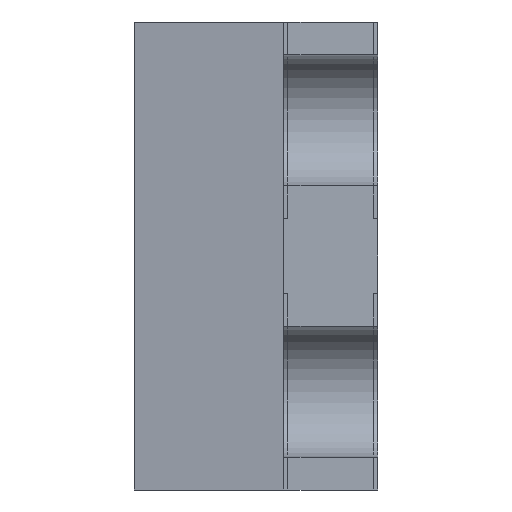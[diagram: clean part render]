
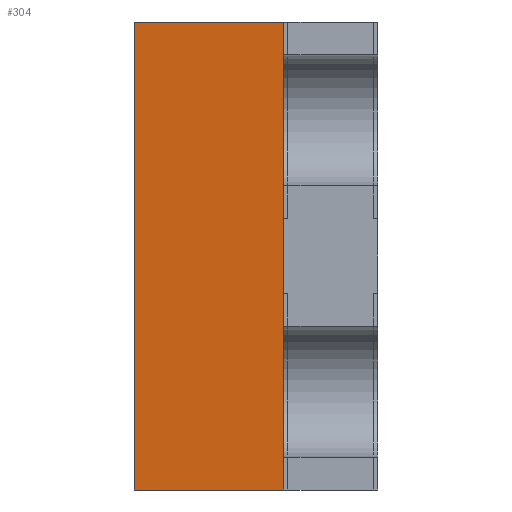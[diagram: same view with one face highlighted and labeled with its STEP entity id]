
A CAD part, left-side view. The second image highlights one B-rep face of the part: STEP entity #304.
In plain terms, the highlighted planar face has unit normal (-0.992, 0.124, 0).
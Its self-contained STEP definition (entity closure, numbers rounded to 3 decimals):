
#297 = EDGE_CURVE ( 'NONE', #298, #312, #5047, .T. ) ;
#298 = VERTEX_POINT ( 'NONE', #5043 ) ;
#304 = ADVANCED_FACE ( 'NONE', ( #5099 ), #5084, .F. ) ;
#305 = EDGE_LOOP ( 'NONE', ( #359, #360, #363, #365 ) ) ;
#312 = VERTEX_POINT ( 'NONE', #5142 ) ;
#318 = VERTEX_POINT ( 'NONE', #5132 ) ;
#359 = ORIENTED_EDGE ( 'NONE', *, *, #374, .T. ) ;
#360 = ORIENTED_EDGE ( 'NONE', *, *, #361, .F. ) ;
#361 = EDGE_CURVE ( 'NONE', #362, #318, #5282, .T. ) ;
#362 = VERTEX_POINT ( 'NONE', #5331 ) ;
#363 = ORIENTED_EDGE ( 'NONE', *, *, #364, .F. ) ;
#364 = EDGE_CURVE ( 'NONE', #298, #362, #5329, .T. ) ;
#365 = ORIENTED_EDGE ( 'NONE', *, *, #297, .T. ) ;
#374 = EDGE_CURVE ( 'NONE', #312, #318, #5356, .T. ) ;
#5043 = CARTESIAN_POINT ( 'NONE',  ( -0.55, 0.525, 0.625 ) ) ;
#5044 = DIRECTION ( 'NONE',  ( 0., 0., -1. ) ) ;
#5045 = VECTOR ( 'NONE', #5044, 1000. ) ;
#5046 = CARTESIAN_POINT ( 'NONE',  ( -0.55, 0.525, 0.625 ) ) ;
#5047 = LINE ( 'NONE', #5046, #5045 ) ;
#5078 = DIRECTION ( 'NONE',  ( 0.124, 0.992, 0. ) ) ;
#5079 = DIRECTION ( 'NONE',  ( 0.992, -0.124, 0. ) ) ;
#5080 = CARTESIAN_POINT ( 'NONE',  ( -0.764, -1.189, 0.625 ) ) ;
#5081 = AXIS2_PLACEMENT_3D ( 'NONE', #5080, #5079, #5078 ) ;
#5084 = PLANE ( 'NONE',  #5081 ) ;
#5099 = FACE_OUTER_BOUND ( 'NONE', #305, .T. ) ;
#5132 = CARTESIAN_POINT ( 'NONE',  ( -0.6, 0.125, -0.625 ) ) ;
#5142 = CARTESIAN_POINT ( 'NONE',  ( -0.55, 0.525, -0.625 ) ) ;
#5282 = LINE ( 'NONE', #5334, #5333 ) ;
#5326 = DIRECTION ( 'NONE',  ( -0.124, -0.992, 0. ) ) ;
#5327 = VECTOR ( 'NONE', #5326, 1000. ) ;
#5328 = CARTESIAN_POINT ( 'NONE',  ( -0.764, -1.189, 0.625 ) ) ;
#5329 = LINE ( 'NONE', #5328, #5327 ) ;
#5331 = CARTESIAN_POINT ( 'NONE',  ( -0.6, 0.125, 0.625 ) ) ;
#5332 = DIRECTION ( 'NONE',  ( 0., 0., -1. ) ) ;
#5333 = VECTOR ( 'NONE', #5332, 1000. ) ;
#5334 = CARTESIAN_POINT ( 'NONE',  ( -0.6, 0.125, 0.625 ) ) ;
#5353 = DIRECTION ( 'NONE',  ( -0.124, -0.992, 0. ) ) ;
#5354 = VECTOR ( 'NONE', #5353, 1000. ) ;
#5355 = CARTESIAN_POINT ( 'NONE',  ( -0.764, -1.189, -0.625 ) ) ;
#5356 = LINE ( 'NONE', #5355, #5354 ) ;
